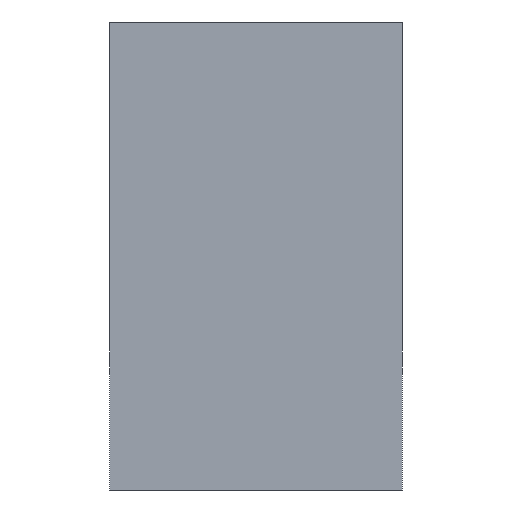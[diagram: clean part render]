
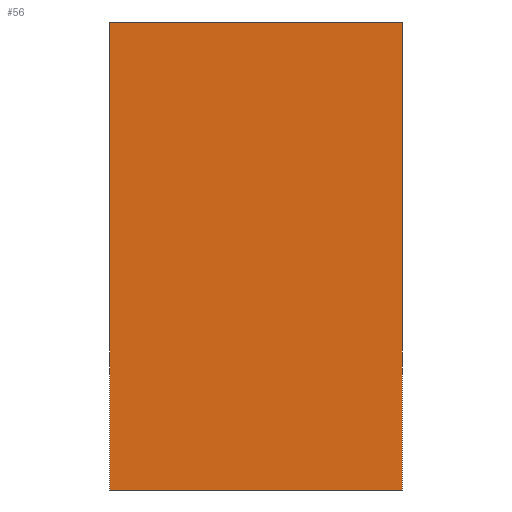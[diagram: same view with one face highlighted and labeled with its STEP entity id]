
A CAD part, left-side view. The second image highlights one B-rep face of the part: STEP entity #56.
In plain terms, the highlighted planar face has unit normal (-1, 0, 0).
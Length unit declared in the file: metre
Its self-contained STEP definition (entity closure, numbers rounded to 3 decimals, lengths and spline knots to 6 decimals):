
#56=ADVANCED_FACE('690:16',(#75),#76,.T.);
#75=FACE_OUTER_BOUND('',#106,.T.);
#76=PLANE('',#107);
#106=EDGE_LOOP('',(#162,#163,#164,#165));
#107=AXIS2_PLACEMENT_3D('',#166,#167,#168);
#162=ORIENTED_EDGE('',*,*,#243,.T.);
#163=ORIENTED_EDGE('',*,*,#244,.F.);
#164=ORIENTED_EDGE('',*,*,#245,.F.);
#165=ORIENTED_EDGE('',*,*,#241,.T.);
#166=CARTESIAN_POINT('',(-0.013287,-0.074387,0.047143));
#167=DIRECTION('',(-1.0,-0.0,0.0));
#168=DIRECTION('',(0.0,-0.0,-1.0));
#241=EDGE_CURVE('690:52',#288,#286,#289,.T.);
#243=EDGE_CURVE('690:58',#286,#291,#292,.T.);
#244=EDGE_CURVE('690:61',#293,#291,#294,.T.);
#245=EDGE_CURVE('690:64',#288,#293,#295,.T.);
#286=VERTEX_POINT('',#346);
#288=VERTEX_POINT('',#349);
#289=LINE('',#350,#351);
#291=VERTEX_POINT('',#354);
#292=LINE('',#355,#356);
#293=VERTEX_POINT('',#357);
#294=LINE('',#358,#359);
#295=LINE('',#360,#361);
#346=CARTESIAN_POINT('',(-0.013287,-0.079387,0.043143));
#349=CARTESIAN_POINT('',(-0.013287,-0.074387,0.043143));
#350=CARTESIAN_POINT('',(-0.013287,-0.074387,0.043143));
#351=VECTOR('',#401,1.0);
#354=CARTESIAN_POINT('',(-0.013287,-0.079387,0.051143));
#355=CARTESIAN_POINT('',(-0.013287,-0.079387,0.043143));
#356=VECTOR('',#403,1.0);
#357=CARTESIAN_POINT('',(-0.013287,-0.074387,0.051143));
#358=CARTESIAN_POINT('',(-0.013287,-0.074387,0.051143));
#359=VECTOR('',#404,1.0);
#360=CARTESIAN_POINT('',(-0.013287,-0.074387,0.043143));
#361=VECTOR('',#405,1.0);
#401=DIRECTION('',(0.0,-1.0,0.0));
#403=DIRECTION('',(0.0,0.0,1.0));
#404=DIRECTION('',(0.0,-1.0,0.0));
#405=DIRECTION('',(0.0,0.0,1.0));
